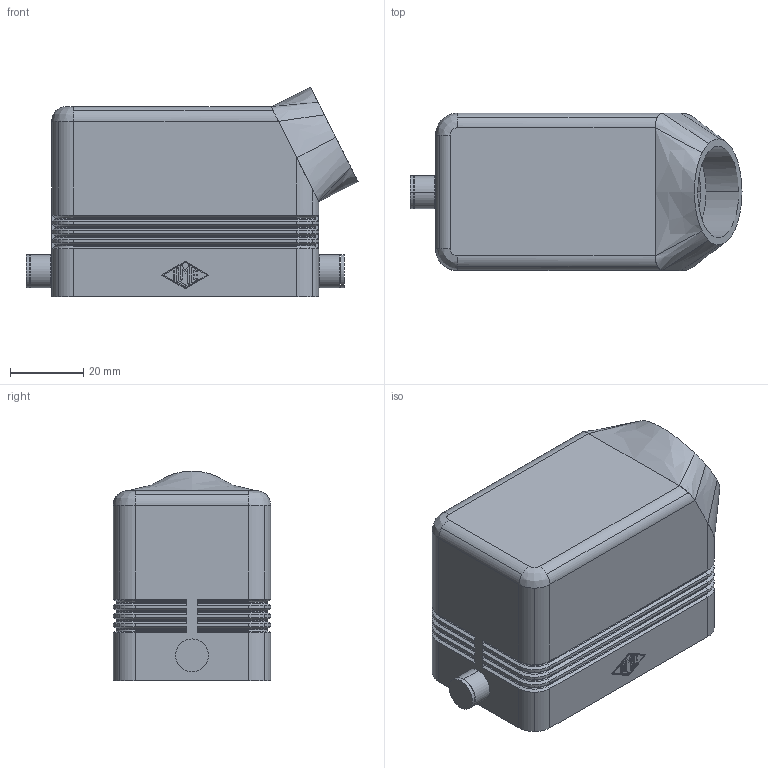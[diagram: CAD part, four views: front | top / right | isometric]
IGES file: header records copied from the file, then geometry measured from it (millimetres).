
Global section: file name: No Iges File Name specified; native system: AutoDesk Inventor R6.1; preprocessor: AutoDesk Inventor Iges Exporter R6.1; author: No Author specified; organization: No Organization specified; date: 20061222.111642; units: millimetre
Bounding box: 90.72 x 43 x 57.38 mm (x, y, z)
Volume: 51038.6 mm3; surface area: 29964.4 mm2
Topology: 1 solids, 1 shells, 478 faces, 1165 edges, 704 vertices
Faces by surface type: bspline 150, revolution 122, plane 120, cylinder 70, cone 16
